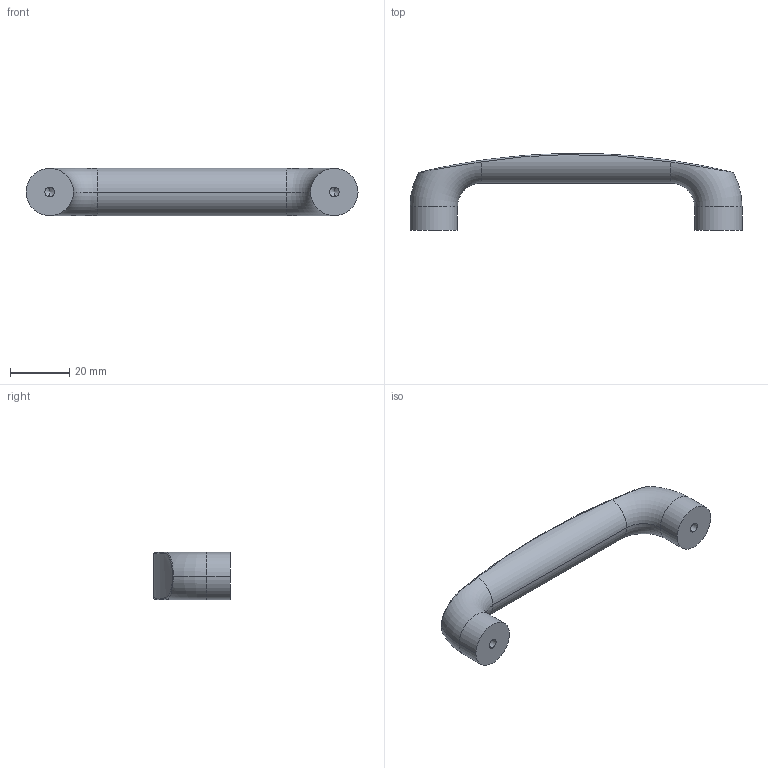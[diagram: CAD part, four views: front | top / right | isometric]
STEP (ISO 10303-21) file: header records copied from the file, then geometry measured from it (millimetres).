
FILE_DESCRIPTION (( 'STEP AP214' ), '1' );
FILE_NAME ('F004985_3D.step', '2022-08-15T13:41:16', ( '' ), ( '' ), 'SwSTEP 2.0', 'SolidWorks 2020', '' );
FILE_SCHEMA (( 'AUTOMOTIVE_DESIGN' ));
Length unit declared in the file: millimetre
Products named in the file (1): F004985_3D
Bounding box: 112 x 25.95 x 16 mm (x, y, z)
Volume: 17489.6 mm3; surface area: 6372.3 mm2
Topology: 1 solids, 1 shells, 25 faces, 55 edges, 30 vertices
Faces by surface type: cylinder 11, torus 4, cone 4, bspline 4, plane 2
Entity records: 1425 total; most frequent: CARTESIAN_POINT 833, DIRECTION 113, ORIENTED_EDGE 102, EDGE_CURVE 51, AXIS2_PLACEMENT_3D 50, VERTEX_POINT 30, CIRCLE 28, EDGE_LOOP 27
